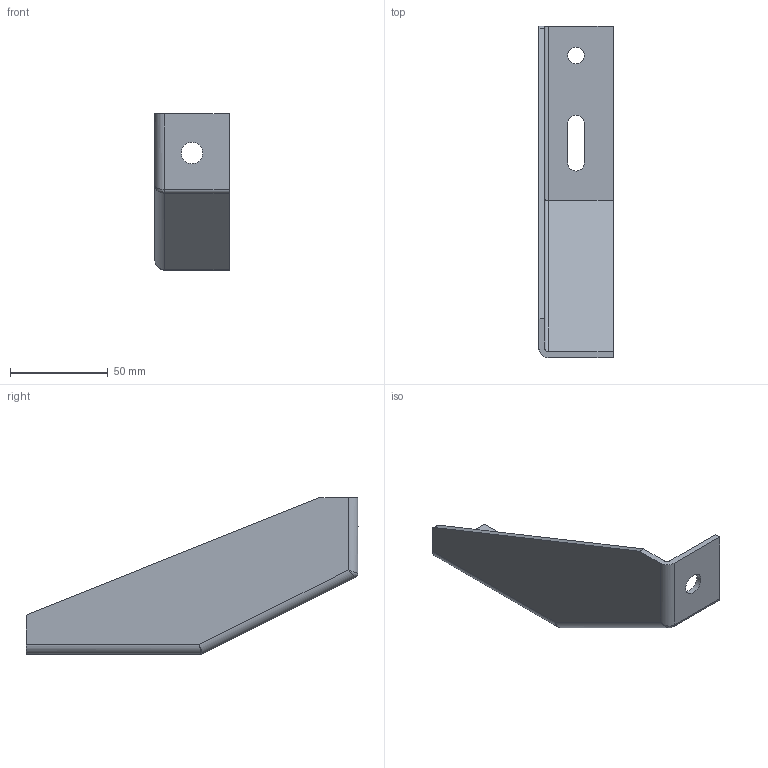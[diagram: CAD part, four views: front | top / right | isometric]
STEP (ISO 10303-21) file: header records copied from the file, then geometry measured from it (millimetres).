
FILE_DESCRIPTION(/* description */ ('Squadretta fissaggio a terra sinistra serie 40'),/* implementation_level */ '2;1');
FILE_NAME(/* name */ 'BAL40.stp',/* time_stamp */ '2021-02-19T13:50:39+01:00',/* author */ ('omnitec'),/* organization */ ('Microsoft'),/* preprocessor_version */ 'ST-DEVELOPER v18.1',/* originating_system */ 'Autodesk Inventor 2021',/* authorisation */ '');
FILE_SCHEMA (('AUTOMOTIVE_DESIGN { 1 0 10303 214 3 1 1 }'));
Length unit declared in the file: millimetre
Products named in the file (1): BAL40
Bounding box: 38 x 170 x 80 mm (x, y, z)
Volume: 43142.3 mm3; surface area: 30602 mm2
Topology: 1 solids, 1 shells, 29 faces, 75 edges, 46 vertices
Faces by surface type: plane 14, cylinder 13, bspline 2
Full cylindrical faces by diameter (mm): 8.5 x1, 11 x1
Entity records: 1135 total; most frequent: CARTESIAN_POINT 384, ORIENTED_EDGE 146, DIRECTION 145, EDGE_CURVE 73, LINE 49, VECTOR 49, AXIS2_PLACEMENT_3D 48, VERTEX_POINT 46
